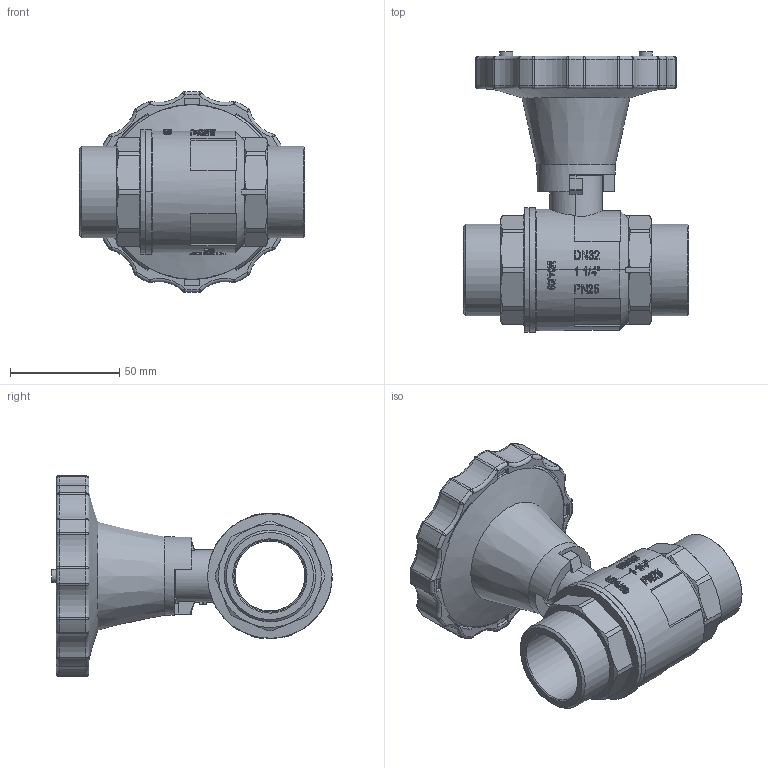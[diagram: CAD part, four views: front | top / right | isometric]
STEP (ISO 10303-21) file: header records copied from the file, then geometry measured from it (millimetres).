
FILE_DESCRIPTION(/* description */ ('Unknown'),/* implementation_level */ '2;1');
FILE_NAME(/* name */ '692-07',/* time_stamp */ '2022-06-13T12:50:46+02:00',/* author */ ('Unknown'),/* organization */ ('Unknown'),/* preprocessor_version */ 'ST-DEVELOPER v16.7',/* originating_system */ 'Solid Edge',/* authorisation */ 'Unknown');
FILE_SCHEMA (('AUTOMOTIVE_DESIGN {1 0 10303 214 3 1 1}'));
Length unit declared in the file: millimetre
Products named in the file (12): 692-07; 620-1 1_4_oa_0; 600-1_1_4-Spindel-co_oa_1; 600-1_1_4-Spindel; 600-1_1_4-Stopfbuchse; 620_1 1_4_Einschraubteil; 620_1 1_4_Körper; 98000690-07; WDB-03; WDB-01; VT0899433507-02; WDB-02-07
Assembly tree (11 placements, depth 4):
  692-07
    620-1 1_4_oa_0
      600-1_1_4-Spindel-co_oa_1
        600-1_1_4-Spindel
        600-1_1_4-Stopfbuchse
      620_1 1_4_Einschraubteil
      620_1 1_4_Körper
    98000690-07
      WDB-03
      WDB-01
      VT0899433507-02
      WDB-02-07
Bounding box: 103 x 128.3 x 91.97 mm (x, y, z)
Volume: 193304 mm3; surface area: 98316.7 mm2
Topology: 8 solids, 8 shells, 1629 faces, 4487 edges, 2932 vertices
Faces by surface type: plane 1162, cylinder 260, cone 81, sphere 58, torus 58, bspline 10
Full cylindrical faces by diameter (mm): 6 x2, 10 x1, 10.5 x4, 14 x2, 14.5 x1, 15 x1, 17 x1, 18 x1, 20 x1, 22.5 x1, 23 x1, 26 x1, 32 x2, 33 x1, 36 x1, 41.91 x2, 42 x1, 52 x1, 52.002 x1, 57 x1, 76 x1, 80 x3
Entity records: 64703 total; most frequent: CARTESIAN_POINT 18264, ORIENTED_EDGE 8832, DIRECTION 6178, EDGE_CURVE 4416, VERTEX_POINT 2917, AXIS2_PLACEMENT_3D 2238, B_SPLINE_CURVE_WITH_KNOTS 2079, EDGE_LOOP 1747
